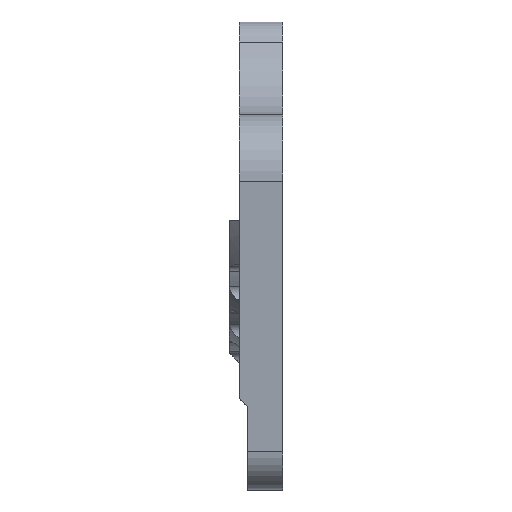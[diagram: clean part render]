
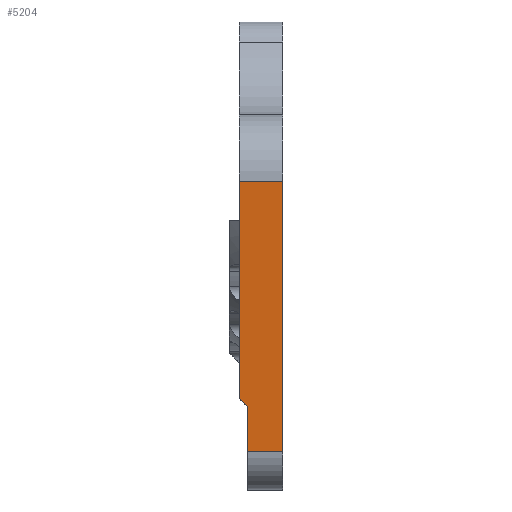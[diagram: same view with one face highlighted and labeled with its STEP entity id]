
A CAD part, left-side view. The second image highlights one B-rep face of the part: STEP entity #5204.
In plain terms, the highlighted planar face has unit normal (-0.997, 0, -0.076).
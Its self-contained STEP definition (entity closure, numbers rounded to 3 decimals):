
#224=PLANE('',#5800);
#488=FACE_OUTER_BOUND('',#816,.T.);
#816=EDGE_LOOP('',(#4777,#4778,#4779,#4780,#4781,#4782));
#889=LINE('',#7683,#1317);
#964=LINE('',#8152,#1392);
#1104=LINE('',#8646,#1532);
#1227=LINE('',#9009,#1655);
#1245=LINE('',#9063,#1673);
#1246=LINE('',#9065,#1674);
#1317=VECTOR('',#6053,10.);
#1392=VECTOR('',#6346,10.);
#1532=VECTOR('',#6844,10.);
#1655=VECTOR('',#7307,10.);
#1673=VECTOR('',#7389,10.);
#1674=VECTOR('',#7392,10.);
#2088=VERTEX_POINT('',#7680);
#2089=VERTEX_POINT('',#7682);
#2236=VERTEX_POINT('',#8149);
#2237=VERTEX_POINT('',#8151);
#2412=VERTEX_POINT('',#8645);
#2482=VERTEX_POINT('',#9007);
#2617=EDGE_CURVE('',#2088,#2089,#889,.T.);
#2797=EDGE_CURVE('',#2236,#2237,#964,.T.);
#3051=EDGE_CURVE('',#2412,#2088,#1104,.T.);
#3230=EDGE_CURVE('',#2412,#2482,#1227,.T.);
#3253=EDGE_CURVE('',#2482,#2237,#1245,.T.);
#3254=EDGE_CURVE('',#2089,#2236,#1246,.T.);
#4777=ORIENTED_EDGE('',*,*,#3051,.F.);
#4778=ORIENTED_EDGE('',*,*,#3230,.T.);
#4779=ORIENTED_EDGE('',*,*,#3253,.T.);
#4780=ORIENTED_EDGE('',*,*,#2797,.F.);
#4781=ORIENTED_EDGE('',*,*,#3254,.F.);
#4782=ORIENTED_EDGE('',*,*,#2617,.F.);
#5204=ADVANCED_FACE('',(#488),#224,.T.);
#5800=AXIS2_PLACEMENT_3D('',#9064,#7390,#7391);
#6053=DIRECTION('',(-0.076,0.,0.997));
#6346=DIRECTION('',(0.076,0.,-0.997));
#6844=DIRECTION('',(-0.054,0.706,0.706));
#7307=DIRECTION('',(0.076,0.,-0.997));
#7389=DIRECTION('',(0.,-1.,0.));
#7390=DIRECTION('center_axis',(-0.997,0.,-0.076));
#7391=DIRECTION('ref_axis',(0.076,0.,-0.997));
#7392=DIRECTION('',(0.,-1.,0.));
#7680=CARTESIAN_POINT('',(-85.218,2.,22.));
#7682=CARTESIAN_POINT('',(-89.225,2.,74.299));
#7683=CARTESIAN_POINT('',(-84.24,2.,9.236));
#8149=CARTESIAN_POINT('',(-89.225,-8.5,74.299));
#8151=CARTESIAN_POINT('',(-84.24,-8.5,9.236));
#8152=CARTESIAN_POINT('',(-89.225,-8.5,74.299));
#8645=CARTESIAN_POINT('',(-85.065,0.,20.));
#8646=CARTESIAN_POINT('',(-86.081,13.262,33.262));
#9007=CARTESIAN_POINT('',(-84.24,0.,9.236));
#9009=CARTESIAN_POINT('',(-89.225,0.,74.299));
#9063=CARTESIAN_POINT('',(-84.24,0.,9.236));
#9064=CARTESIAN_POINT('Origin',(-89.225,0.,74.299));
#9065=CARTESIAN_POINT('',(-89.225,0.,74.299));
